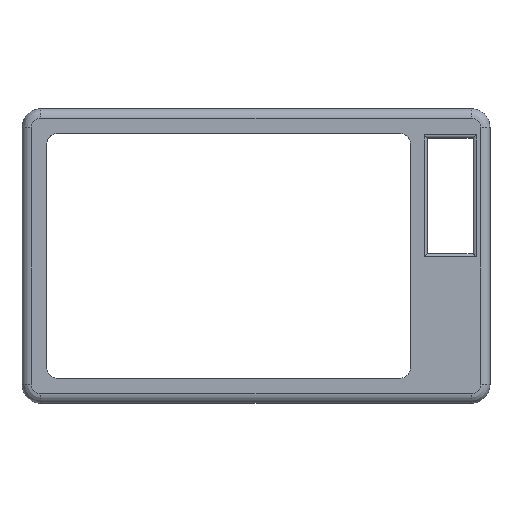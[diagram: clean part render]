
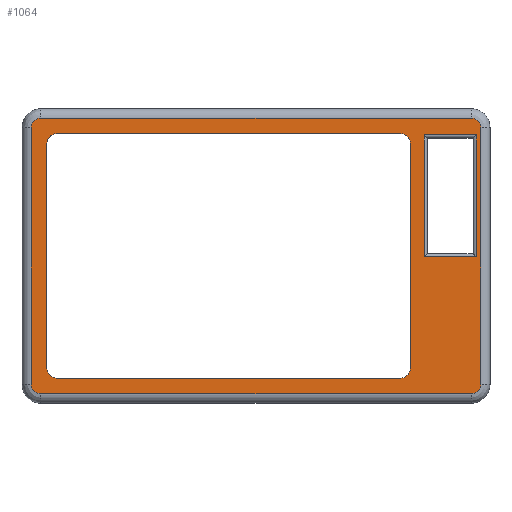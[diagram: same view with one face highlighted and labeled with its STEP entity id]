
A CAD part, top view. The second image highlights one B-rep face of the part: STEP entity #1064.
In plain terms, the highlighted planar face has unit normal (0, 0, 1).
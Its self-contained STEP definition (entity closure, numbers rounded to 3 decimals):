
#20=FACE_BOUND('',#140,.T.);
#21=FACE_BOUND('',#141,.T.);
#36=PLANE('',#1147);
#78=FACE_OUTER_BOUND('',#139,.T.);
#139=EDGE_LOOP('',(#765,#766,#767,#768,#769,#770,#771,#772));
#140=EDGE_LOOP('',(#773,#774,#775,#776,#777,#778,#779,#780));
#141=EDGE_LOOP('',(#781,#782,#783,#784));
#193=LINE('',#1583,#293);
#194=LINE('',#1602,#294);
#196=LINE('',#1622,#296);
#198=LINE('',#1642,#298);
#207=LINE('',#1678,#307);
#208=LINE('',#1682,#308);
#209=LINE('',#1686,#309);
#210=LINE('',#1689,#310);
#211=LINE('',#1692,#311);
#212=LINE('',#1694,#312);
#213=LINE('',#1696,#313);
#214=LINE('',#1697,#314);
#293=VECTOR('',#1259,10.);
#294=VECTOR('',#1270,10.);
#296=VECTOR('',#1282,10.);
#298=VECTOR('',#1294,10.);
#307=VECTOR('',#1323,10.);
#308=VECTOR('',#1326,10.);
#309=VECTOR('',#1329,10.);
#310=VECTOR('',#1332,10.);
#311=VECTOR('',#1333,10.);
#312=VECTOR('',#1334,10.);
#313=VECTOR('',#1335,10.);
#314=VECTOR('',#1336,10.);
#398=CIRCLE('',#1125,3.);
#402=CIRCLE('',#1130,3.);
#406=CIRCLE('',#1135,3.);
#409=CIRCLE('',#1139,3.);
#413=CIRCLE('',#1148,3.);
#414=CIRCLE('',#1149,3.);
#415=CIRCLE('',#1150,3.);
#416=CIRCLE('',#1151,3.);
#448=VERTEX_POINT('',#1576);
#451=VERTEX_POINT('',#1581);
#453=VERTEX_POINT('',#1594);
#455=VERTEX_POINT('',#1600);
#457=VERTEX_POINT('',#1614);
#459=VERTEX_POINT('',#1620);
#461=VERTEX_POINT('',#1634);
#463=VERTEX_POINT('',#1640);
#469=VERTEX_POINT('',#1674);
#470=VERTEX_POINT('',#1675);
#471=VERTEX_POINT('',#1677);
#472=VERTEX_POINT('',#1679);
#473=VERTEX_POINT('',#1681);
#474=VERTEX_POINT('',#1683);
#475=VERTEX_POINT('',#1685);
#476=VERTEX_POINT('',#1687);
#477=VERTEX_POINT('',#1690);
#478=VERTEX_POINT('',#1691);
#479=VERTEX_POINT('',#1693);
#480=VERTEX_POINT('',#1695);
#556=EDGE_CURVE('',#451,#448,#193,.T.);
#558=EDGE_CURVE('',#453,#451,#398,.T.);
#561=EDGE_CURVE('',#455,#453,#194,.T.);
#564=EDGE_CURVE('',#457,#455,#402,.T.);
#567=EDGE_CURVE('',#459,#457,#196,.T.);
#570=EDGE_CURVE('',#461,#459,#406,.T.);
#573=EDGE_CURVE('',#463,#461,#198,.T.);
#575=EDGE_CURVE('',#448,#463,#409,.T.);
#586=EDGE_CURVE('',#469,#470,#413,.T.);
#587=EDGE_CURVE('',#469,#471,#207,.T.);
#588=EDGE_CURVE('',#472,#471,#414,.T.);
#589=EDGE_CURVE('',#473,#472,#208,.T.);
#590=EDGE_CURVE('',#474,#473,#415,.T.);
#591=EDGE_CURVE('',#474,#475,#209,.T.);
#592=EDGE_CURVE('',#476,#475,#416,.T.);
#593=EDGE_CURVE('',#470,#476,#210,.T.);
#594=EDGE_CURVE('',#477,#478,#211,.T.);
#595=EDGE_CURVE('',#479,#477,#212,.T.);
#596=EDGE_CURVE('',#480,#479,#213,.T.);
#597=EDGE_CURVE('',#478,#480,#214,.T.);
#765=ORIENTED_EDGE('',*,*,#556,.F.);
#766=ORIENTED_EDGE('',*,*,#558,.F.);
#767=ORIENTED_EDGE('',*,*,#561,.F.);
#768=ORIENTED_EDGE('',*,*,#564,.F.);
#769=ORIENTED_EDGE('',*,*,#567,.F.);
#770=ORIENTED_EDGE('',*,*,#570,.F.);
#771=ORIENTED_EDGE('',*,*,#573,.F.);
#772=ORIENTED_EDGE('',*,*,#575,.F.);
#773=ORIENTED_EDGE('',*,*,#586,.F.);
#774=ORIENTED_EDGE('',*,*,#587,.T.);
#775=ORIENTED_EDGE('',*,*,#588,.F.);
#776=ORIENTED_EDGE('',*,*,#589,.F.);
#777=ORIENTED_EDGE('',*,*,#590,.F.);
#778=ORIENTED_EDGE('',*,*,#591,.T.);
#779=ORIENTED_EDGE('',*,*,#592,.F.);
#780=ORIENTED_EDGE('',*,*,#593,.F.);
#781=ORIENTED_EDGE('',*,*,#594,.F.);
#782=ORIENTED_EDGE('',*,*,#595,.F.);
#783=ORIENTED_EDGE('',*,*,#596,.F.);
#784=ORIENTED_EDGE('',*,*,#597,.F.);
#1064=ADVANCED_FACE('',(#78,#20,#21),#36,.T.);
#1125=AXIS2_PLACEMENT_3D('',#1596,#1262,#1263);
#1130=AXIS2_PLACEMENT_3D('',#1616,#1274,#1275);
#1135=AXIS2_PLACEMENT_3D('',#1636,#1286,#1287);
#1139=AXIS2_PLACEMENT_3D('',#1653,#1296,#1297);
#1147=AXIS2_PLACEMENT_3D('',#1673,#1319,#1320);
#1148=AXIS2_PLACEMENT_3D('',#1676,#1321,#1322);
#1149=AXIS2_PLACEMENT_3D('',#1680,#1324,#1325);
#1150=AXIS2_PLACEMENT_3D('',#1684,#1327,#1328);
#1151=AXIS2_PLACEMENT_3D('',#1688,#1330,#1331);
#1259=DIRECTION('',(0.,1.,0.));
#1262=DIRECTION('center_axis',(0.,0.,
-1.));
#1263=DIRECTION('ref_axis',(-0.707,-0.707,0.));
#1270=DIRECTION('',(-1.,0.,0.));
#1274=DIRECTION('center_axis',(0.,0.,
-1.));
#1275=DIRECTION('ref_axis',(0.707,-0.707,0.));
#1282=DIRECTION('',(0.,-1.,0.));
#1286=DIRECTION('center_axis',(0.,0.,
-1.));
#1287=DIRECTION('ref_axis',(0.707,0.707,0.));
#1294=DIRECTION('',(1.,0.,0.));
#1296=DIRECTION('center_axis',(0.,0.,
-1.));
#1297=DIRECTION('ref_axis',(-0.707,0.707,0.));
#1319=DIRECTION('center_axis',(0.,0.,
1.));
#1320=DIRECTION('ref_axis',(1.,0.,0.));
#1321=DIRECTION('center_axis',(0.,0.,
1.));
#1322=DIRECTION('ref_axis',(0.707,-0.707,0.));
#1323=DIRECTION('',(-1.,0.,0.));
#1324=DIRECTION('center_axis',(0.,0.,
1.));
#1325=DIRECTION('ref_axis',(-0.707,-0.707,0.));
#1326=DIRECTION('',(0.,-1.,0.));
#1327=DIRECTION('center_axis',(0.,0.,
1.));
#1328=DIRECTION('ref_axis',(-0.707,0.707,0.));
#1329=DIRECTION('',(1.,0.,0.));
#1330=DIRECTION('center_axis',(0.,0.,
1.));
#1331=DIRECTION('ref_axis',(0.707,0.707,0.));
#1332=DIRECTION('',(0.,1.,0.));
#1333=DIRECTION('',(-1.,0.,0.));
#1334=DIRECTION('',(0.,1.,0.));
#1335=DIRECTION('',(1.,0.,0.));
#1336=DIRECTION('',(0.,-1.,0.));
#1576=CARTESIAN_POINT('',(-2.01,82.2,19.));
#1581=CARTESIAN_POINT('',(-2.01,0.,19.));
#1583=CARTESIAN_POINT('',(-2.01,61.65,19.));
#1594=CARTESIAN_POINT('',(0.99,-3.,19.));
#1596=CARTESIAN_POINT('Origin',(0.99,0.,
19.));
#1600=CARTESIAN_POINT('',(138.763,-3.,19.));
#1602=CARTESIAN_POINT('',(35.433,-3.,19.));
#1614=CARTESIAN_POINT('',(141.763,0.,19.));
#1616=CARTESIAN_POINT('Origin',(138.763,0.,19.));
#1620=CARTESIAN_POINT('',(141.763,82.2,19.));
#1622=CARTESIAN_POINT('',(141.763,20.55,19.));
#1634=CARTESIAN_POINT('',(138.763,85.2,19.));
#1636=CARTESIAN_POINT('Origin',(138.763,82.2,19.));
#1640=CARTESIAN_POINT('',(0.99,85.2,19.));
#1642=CARTESIAN_POINT('',(104.319,85.2,19.));
#1653=CARTESIAN_POINT('Origin',(0.99,82.2,19.));
#1673=CARTESIAN_POINT('Origin',(69.876,41.1,19.));
#1674=CARTESIAN_POINT('',(116.229,2.,19.));
#1675=CARTESIAN_POINT('',(119.229,5.,19.));
#1676=CARTESIAN_POINT('Origin',(116.229,5.,19.));
#1677=CARTESIAN_POINT('',(5.99,2.,19.));
#1678=CARTESIAN_POINT('',(104.994,2.,19.));
#1679=CARTESIAN_POINT('',(2.99,5.,19.));
#1680=CARTESIAN_POINT('Origin',(5.99,5.,19.));
#1681=CARTESIAN_POINT('',(2.99,77.2,19.));
#1682=CARTESIAN_POINT('',(2.99,23.05,19.));
#1683=CARTESIAN_POINT('',(5.99,80.2,19.));
#1684=CARTESIAN_POINT('Origin',(5.99,77.2,19.));
#1685=CARTESIAN_POINT('',(116.229,80.2,19.));
#1686=CARTESIAN_POINT('',(37.438,80.2,19.));
#1687=CARTESIAN_POINT('',(119.229,77.2,19.));
#1688=CARTESIAN_POINT('Origin',(116.229,77.2,19.));
#1689=CARTESIAN_POINT('',(119.229,80.2,19.));
#1690=CARTESIAN_POINT('',(140.361,79.822,19.));
#1691=CARTESIAN_POINT('',(123.661,79.822,19.));
#1692=CARTESIAN_POINT('',(104.619,79.822,19.));
#1693=CARTESIAN_POINT('',(140.361,40.822,19.));
#1694=CARTESIAN_POINT('',(140.361,41.461,19.));
#1695=CARTESIAN_POINT('',(123.661,40.822,19.));
#1696=CARTESIAN_POINT('',(97.269,40.822,19.));
#1697=CARTESIAN_POINT('',(123.661,59.961,19.));
